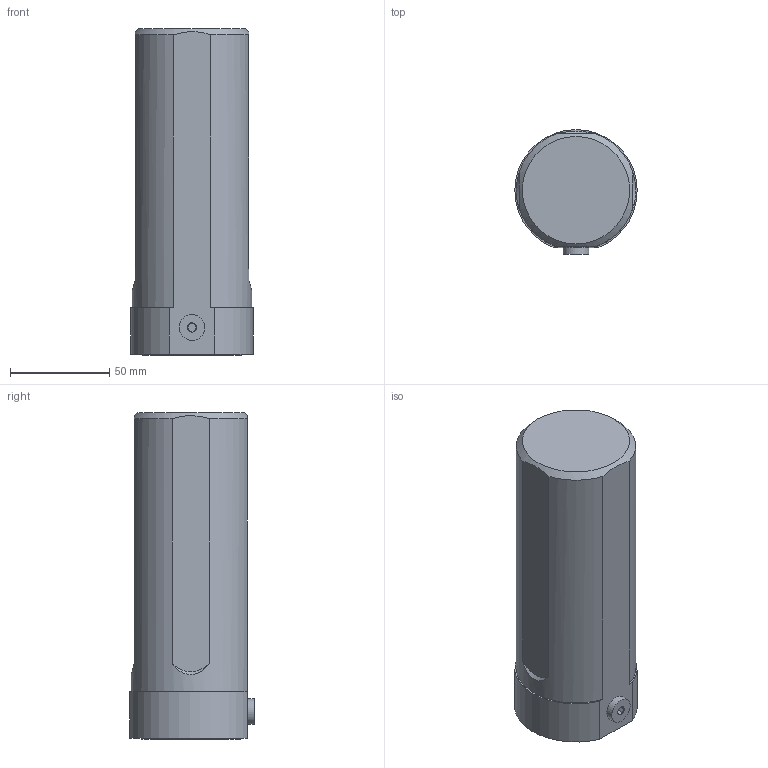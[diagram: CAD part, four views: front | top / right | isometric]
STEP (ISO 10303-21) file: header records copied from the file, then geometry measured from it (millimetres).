
FILE_DESCRIPTION(/* description */ (''),/* implementation_level */ '2;1');
FILE_NAME(/* name */ '1536583261336.stp',/* time_stamp */ '2018-09-10T18:11:12+06:00',/* author */ (''),/* organization */ ('SMS'),/* preprocessor_version */ 'ST-DEVELOPER v15',/* originating_system */ 'SIEMENS PLM Software NX 8.5',/* authorisation */ '');
FILE_SCHEMA (('AUTOMOTIVE_DESIGN { 1 0 10303 214 3 1 1 1 }'));
Length unit declared in the file: millimetre
Products named in the file (1): 201721527mod000_00
Bounding box: 61.49 x 62.75 x 164.15 mm (x, y, z)
Volume: 428410 mm3; surface area: 39760 mm2
Topology: 1 solids, 1 shells, 34 faces, 83 edges, 59 vertices
Faces by surface type: plane 18, cone 8, cylinder 5, extrusion 3
Full cylindrical faces by diameter (mm): 3 x1, 13 x1, 50 x1
Entity records: 1135 total; most frequent: CARTESIAN_POINT 310, DIRECTION 162, ORIENTED_EDGE 148, EDGE_CURVE 74, AXIS2_PLACEMENT_3D 64, VERTEX_POINT 52, EDGE_LOOP 44, ADVANCED_FACE 34
